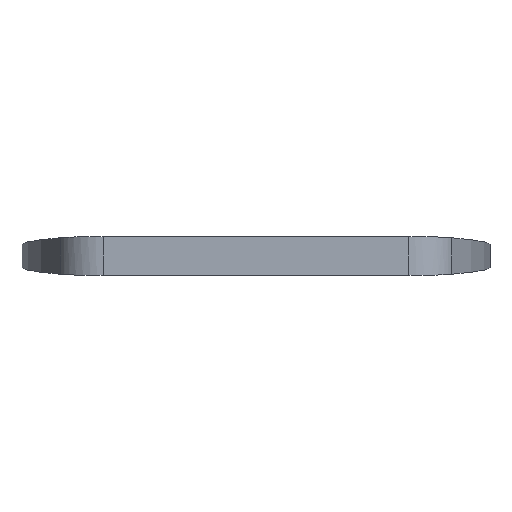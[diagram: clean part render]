
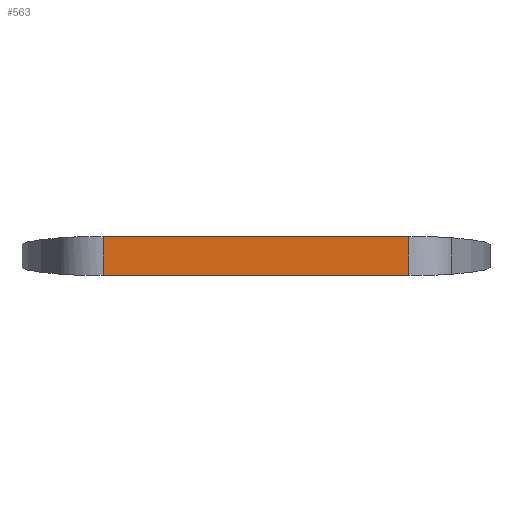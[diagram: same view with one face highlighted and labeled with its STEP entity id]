
A CAD part, front view. The second image highlights one B-rep face of the part: STEP entity #563.
In plain terms, the highlighted planar face has unit normal (0, -1, 0).
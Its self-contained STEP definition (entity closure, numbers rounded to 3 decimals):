
#22 = VECTOR ( 'NONE', #104, 1000. ) ;
#60 = EDGE_LOOP ( 'NONE', ( #529, #618, #167, #407 ) ) ;
#79 = CARTESIAN_POINT ( 'NONE',  ( -35.056, -63.714, 0.54 ) ) ;
#91 = CARTESIAN_POINT ( 'NONE',  ( 35.056, -63.714, 0.54 ) ) ;
#104 = DIRECTION ( 'NONE',  ( 0., 0., -1. ) ) ;
#167 = ORIENTED_EDGE ( 'NONE', *, *, #819, .F. ) ;
#180 = CARTESIAN_POINT ( 'NONE',  ( -35.056, -63.714, 9.46 ) ) ;
#200 = PLANE ( 'NONE',  #805 ) ;
#230 = CARTESIAN_POINT ( 'NONE',  ( -35.056, -63.714, 10. ) ) ;
#255 = EDGE_CURVE ( 'NONE', #997, #810, #962, .T. ) ;
#274 = VERTEX_POINT ( 'NONE', #91 ) ;
#313 = LINE ( 'NONE', #230, #594 ) ;
#407 = ORIENTED_EDGE ( 'NONE', *, *, #255, .T. ) ;
#452 = DIRECTION ( 'NONE',  ( 0., 0., -1. ) ) ;
#465 = CARTESIAN_POINT ( 'NONE',  ( -35.056, -63.714, 9.46 ) ) ;
#474 = CARTESIAN_POINT ( 'NONE',  ( -35.056, -63.714, 0.54 ) ) ;
#493 = CARTESIAN_POINT ( 'NONE',  ( 35.056, -63.714, 10. ) ) ;
#529 = ORIENTED_EDGE ( 'NONE', *, *, #946, .T. ) ;
#540 = EDGE_CURVE ( 'NONE', #732, #274, #603, .T. ) ;
#563 = ADVANCED_FACE ( 'NONE', ( #950 ), #200, .F. ) ;
#594 = VECTOR ( 'NONE', #452, 1000. ) ;
#603 = LINE ( 'NONE', #79, #770 ) ;
#615 = DIRECTION ( 'NONE',  ( -1., 0., 0. ) ) ;
#618 = ORIENTED_EDGE ( 'NONE', *, *, #540, .T. ) ;
#638 = LINE ( 'NONE', #493, #22 ) ;
#674 = DIRECTION ( 'NONE',  ( 0., 0., 1. ) ) ;
#732 = VERTEX_POINT ( 'NONE', #474 ) ;
#753 = DIRECTION ( 'NONE',  ( 0., 1., 0. ) ) ;
#770 = VECTOR ( 'NONE', #988, 1000. ) ;
#805 = AXIS2_PLACEMENT_3D ( 'NONE', #977, #753, #674 ) ;
#810 = VERTEX_POINT ( 'NONE', #180 ) ;
#819 = EDGE_CURVE ( 'NONE', #997, #274, #638, .T. ) ;
#853 = VECTOR ( 'NONE', #615, 1000. ) ;
#913 = CARTESIAN_POINT ( 'NONE',  ( 35.056, -63.714, 9.46 ) ) ;
#946 = EDGE_CURVE ( 'NONE', #810, #732, #313, .T. ) ;
#950 = FACE_OUTER_BOUND ( 'NONE', #60, .T. ) ;
#962 = LINE ( 'NONE', #465, #853 ) ;
#977 = CARTESIAN_POINT ( 'NONE',  ( -35.056, -63.714, 10. ) ) ;
#988 = DIRECTION ( 'NONE',  ( 1., 0., 0. ) ) ;
#997 = VERTEX_POINT ( 'NONE', #913 ) ;
